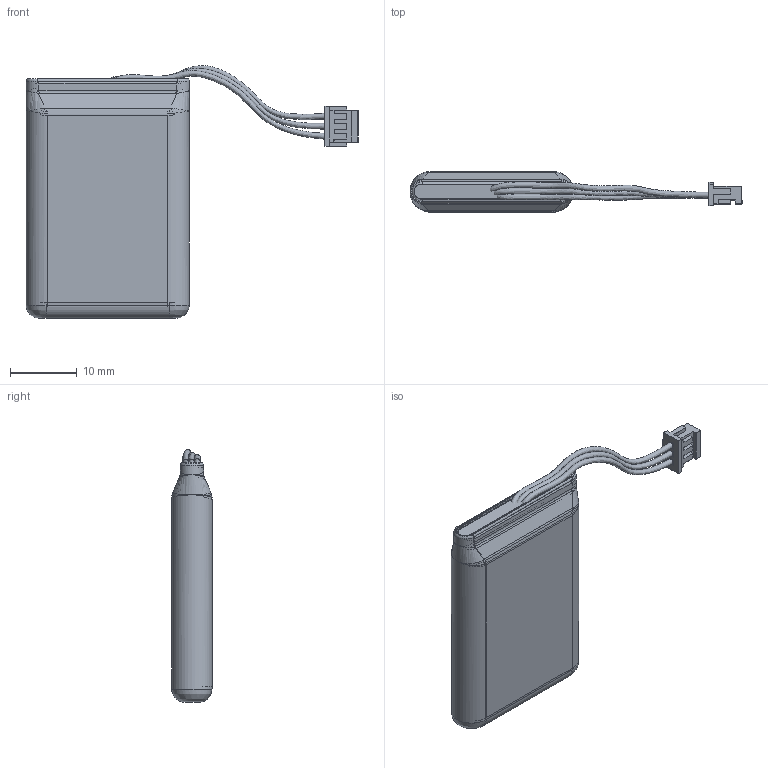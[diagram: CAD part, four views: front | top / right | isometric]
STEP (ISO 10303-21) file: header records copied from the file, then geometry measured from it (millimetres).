
FILE_DESCRIPTION(/* description */ (''),/* implementation_level */ '2;1');
FILE_NAME(/* name */ 'Battery.step',/* time_stamp */ '2023-05-07T03:57:49-10:00',/* author */ (''),/* organization */ (''),/* preprocessor_version */ 'ST-DEVELOPER v19.2',/* originating_system */ 'Autodesk Translation Framework v12.4.0.73',/* authorisation */ '');
FILE_SCHEMA (('AUTOMOTIVE_DESIGN { 1 0 10303 214 3 1 1 }'));
Length unit declared in the file: millimetre
Products named in the file (1): Battery
Bounding box: 49.6 x 6.05 x 37.77 mm (x, y, z)
Volume: 4759.7 mm3; surface area: 6677.2 mm2
Topology: 6 solids, 6 shells, 464 faces, 1107 edges, 634 vertices
Faces by surface type: plane 238, cylinder 99, bspline 99, torus 28
Full cylindrical faces by diameter (mm): 0.86 x3
Entity records: 17052 total; most frequent: CARTESIAN_POINT 6766, ORIENTED_EDGE 2166, DIRECTION 2018, EDGE_CURVE 1083, AXIS2_PLACEMENT_3D 698, VERTEX_POINT 634, LINE 622, VECTOR 622
